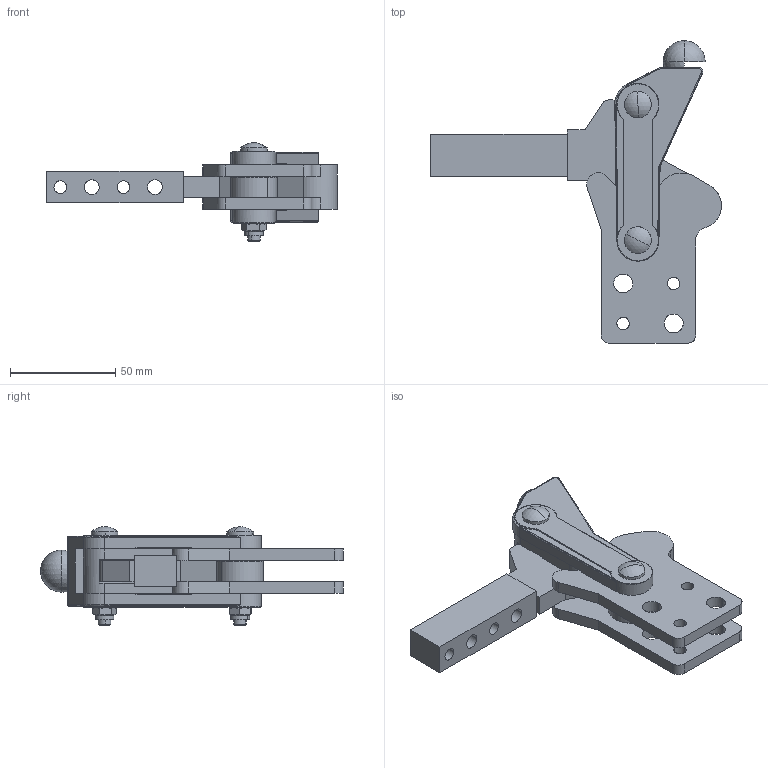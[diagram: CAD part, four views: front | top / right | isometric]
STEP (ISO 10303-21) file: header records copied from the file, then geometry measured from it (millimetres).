
FILE_DESCRIPTION(('CATIA V5 STEP Exchange'),'2;1');
FILE_NAME('MODULSPANNER_TS_V_HD_800_BW15_1_70_357833_TUENKERS.stp','2019-02-06T07:05:28+00:00',('none'),('none'),'CATIA Version 5 Release 19 SP 9 (IN-10)','CATIA V5 STEP AP214','none');
FILE_SCHEMA(('AUTOMOTIVE_DESIGN { 1 0 10303 214 1 1 1 1 }'));
Length unit declared in the file: millimetre
Products named in the file (1): MODULSPANNER_TS_V_HD_800_BW15_1_70_357833
Bounding box: 138.19 x 143.78 x 46.77 mm (x, y, z)
Volume: 131475.1 mm3; surface area: 48538.8 mm2
Topology: 1 solids, 4 shells, 275 faces, 824 edges, 553 vertices
Faces by surface type: cylinder 124, plane 101, torus 22, cone 20, sphere 8
Entity records: 10997 total; most frequent: CARTESIAN_POINT 3754, ORIENTED_EDGE 1632, DIRECTION 1148, EDGE_CURVE 816, VERTEX_POINT 553, AXIS2_PLACEMENT_3D 528, VECTOR 360, LINE 360
